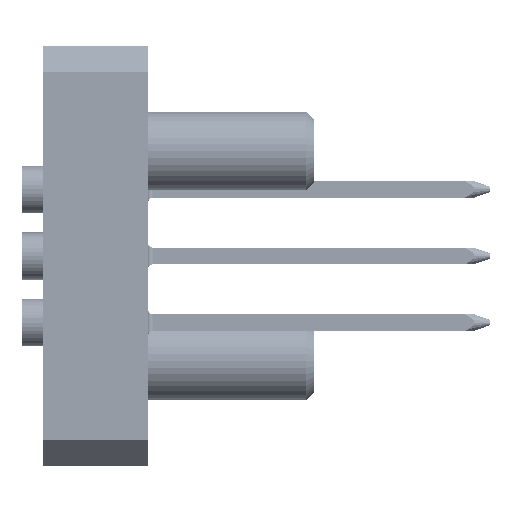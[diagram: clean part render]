
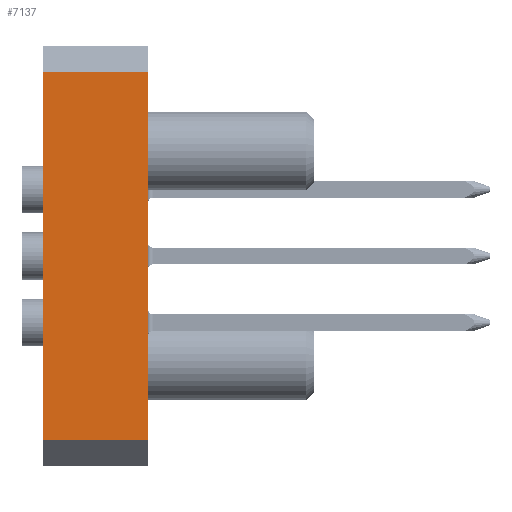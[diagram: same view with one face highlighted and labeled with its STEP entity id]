
A CAD part, left-side view. The second image highlights one B-rep face of the part: STEP entity #7137.
In plain terms, the highlighted planar face has unit normal (-1, 0, 0).
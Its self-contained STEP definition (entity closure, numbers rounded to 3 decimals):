
#113 = ORIENTED_EDGE ( 'NONE', *, *, #3055, .T. ) ;
#512 = CARTESIAN_POINT ( 'NONE',  ( -48.5, 2., 7. ) ) ;
#585 = EDGE_CURVE ( 'NONE', #5149, #7207, #3275, .T. ) ;
#703 = EDGE_LOOP ( 'NONE', ( #4277, #4505, #791, #113 ) ) ;
#791 = ORIENTED_EDGE ( 'NONE', *, *, #5315, .T. ) ;
#903 = CARTESIAN_POINT ( 'NONE',  ( -48.5, 2., 7. ) ) ;
#2323 = DIRECTION ( 'NONE',  ( 0., 1., 0. ) ) ;
#2985 = DIRECTION ( 'NONE',  ( 0., 0., 1. ) ) ;
#3055 = EDGE_CURVE ( 'NONE', #8815, #7207, #8552, .T. ) ;
#3151 = VERTEX_POINT ( 'NONE', #8334 ) ;
#3275 = LINE ( 'NONE', #7216, #7095 ) ;
#3441 = CARTESIAN_POINT ( 'NONE',  ( -48.5, -2., 7. ) ) ;
#4157 = LINE ( 'NONE', #6023, #5725 ) ;
#4277 = ORIENTED_EDGE ( 'NONE', *, *, #585, .F. ) ;
#4505 = ORIENTED_EDGE ( 'NONE', *, *, #10414, .T. ) ;
#5149 = VERTEX_POINT ( 'NONE', #9429 ) ;
#5315 = EDGE_CURVE ( 'NONE', #3151, #8815, #4157, .T. ) ;
#5725 = VECTOR ( 'NONE', #7785, 1000. ) ;
#6023 = CARTESIAN_POINT ( 'NONE',  ( -48.5, -2., 8. ) ) ;
#6139 = VECTOR ( 'NONE', #6301, 1000. ) ;
#6301 = DIRECTION ( 'NONE',  ( 0., -1., 0. ) ) ;
#6623 = DIRECTION ( 'NONE',  ( 0., 0., -1. ) ) ;
#7095 = VECTOR ( 'NONE', #2985, 1000. ) ;
#7137 = ADVANCED_FACE ( 'NONE', ( #9179 ), #8499, .F. ) ;
#7204 = VECTOR ( 'NONE', #2323, 1000. ) ;
#7207 = VERTEX_POINT ( 'NONE', #903 ) ;
#7216 = CARTESIAN_POINT ( 'NONE',  ( -48.5, 2., 8. ) ) ;
#7560 = CARTESIAN_POINT ( 'NONE',  ( -48.5, 2., 8. ) ) ;
#7785 = DIRECTION ( 'NONE',  ( 0., 0., 1. ) ) ;
#8293 = AXIS2_PLACEMENT_3D ( 'NONE', #7560, #9360, #6623 ) ;
#8334 = CARTESIAN_POINT ( 'NONE',  ( -48.5, -2., -7. ) ) ;
#8499 = PLANE ( 'NONE',  #8293 ) ;
#8552 = LINE ( 'NONE', #512, #7204 ) ;
#8815 = VERTEX_POINT ( 'NONE', #3441 ) ;
#8955 = CARTESIAN_POINT ( 'NONE',  ( -48.5, 2., -7. ) ) ;
#9179 = FACE_OUTER_BOUND ( 'NONE', #703, .T. ) ;
#9360 = DIRECTION ( 'NONE',  ( 1., 0., 0. ) ) ;
#9429 = CARTESIAN_POINT ( 'NONE',  ( -48.5, 2., -7. ) ) ;
#9877 = LINE ( 'NONE', #8955, #6139 ) ;
#10414 = EDGE_CURVE ( 'NONE', #5149, #3151, #9877, .T. ) ;
